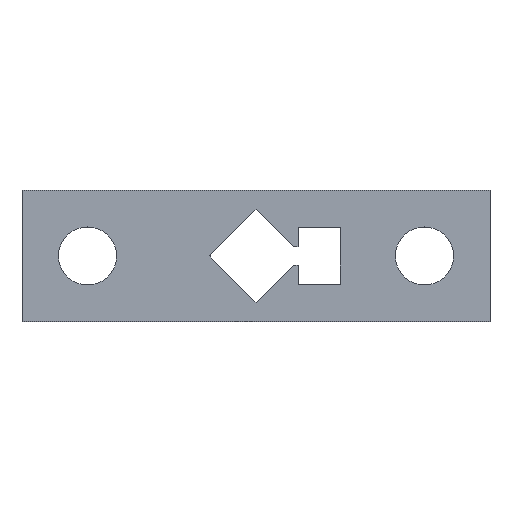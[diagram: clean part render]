
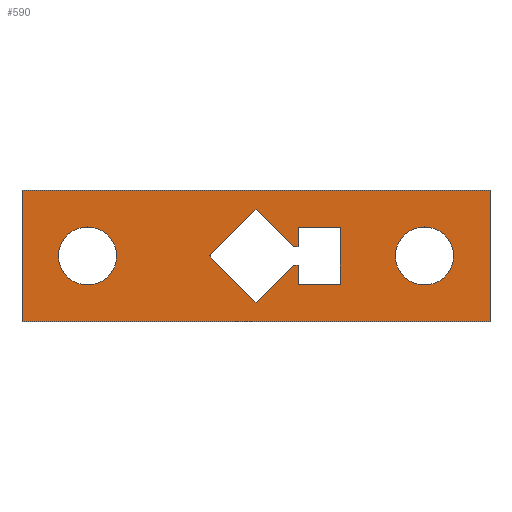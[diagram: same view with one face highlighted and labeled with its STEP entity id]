
A CAD part, top view. The second image highlights one B-rep face of the part: STEP entity #590.
In plain terms, the highlighted planar face has unit normal (0, 0, 1).
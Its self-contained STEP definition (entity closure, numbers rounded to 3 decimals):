
#33 = VERTEX_POINT('',#34);
#34 = CARTESIAN_POINT('',(12.5,11.5,0.));
#51 = VERTEX_POINT('',#52);
#52 = CARTESIAN_POINT('',(-12.5,11.5,0.));
#58 = EDGE_CURVE('',#33,#51,#59,.T.);
#59 = LINE('',#60,#61);
#60 = CARTESIAN_POINT('',(12.5,11.5,0.));
#61 = VECTOR('',#62,1.);
#62 = DIRECTION('',(-1.,0.,0.));
#82 = VERTEX_POINT('',#83);
#83 = CARTESIAN_POINT('',(-12.5,4.5,0.));
#89 = EDGE_CURVE('',#51,#82,#90,.T.);
#90 = LINE('',#91,#92);
#91 = CARTESIAN_POINT('',(-12.5,11.5,0.));
#92 = VECTOR('',#93,1.);
#93 = DIRECTION('',(0.,-1.,0.));
#113 = VERTEX_POINT('',#114);
#114 = CARTESIAN_POINT('',(12.5,4.5,0.));
#120 = EDGE_CURVE('',#82,#113,#121,.T.);
#121 = LINE('',#122,#123);
#122 = CARTESIAN_POINT('',(-12.5,4.5,0.));
#123 = VECTOR('',#124,1.);
#124 = DIRECTION('',(1.,0.,0.));
#142 = EDGE_CURVE('',#113,#33,#143,.T.);
#143 = LINE('',#144,#145);
#144 = CARTESIAN_POINT('',(12.5,4.5,0.));
#145 = VECTOR('',#146,1.);
#146 = DIRECTION('',(0.,1.,0.));
#157 = VERTEX_POINT('',#158);
#158 = CARTESIAN_POINT('',(10.55,8.,0.));
#174 = EDGE_CURVE('',#157,#157,#175,.T.);
#175 = CIRCLE('',#176,1.55);
#176 = AXIS2_PLACEMENT_3D('',#177,#178,#179);
#177 = CARTESIAN_POINT('',(9.,8.,0.));
#178 = DIRECTION('',(0.,0.,-1.));
#179 = DIRECTION('',(1.,0.,0.));
#190 = VERTEX_POINT('',#191);
#191 = CARTESIAN_POINT('',(-7.45,8.,0.));
#207 = EDGE_CURVE('',#190,#190,#208,.T.);
#208 = CIRCLE('',#209,1.55);
#209 = AXIS2_PLACEMENT_3D('',#210,#211,#212);
#210 = CARTESIAN_POINT('',(-9.,8.,0.));
#211 = DIRECTION('',(0.,0.,-1.));
#212 = DIRECTION('',(1.,0.,0.));
#223 = VERTEX_POINT('',#224);
#224 = CARTESIAN_POINT('',(2.25,9.5,0.));
#241 = VERTEX_POINT('',#242);
#242 = CARTESIAN_POINT('',(4.5,9.5,0.));
#248 = EDGE_CURVE('',#223,#241,#249,.T.);
#249 = LINE('',#250,#251);
#250 = CARTESIAN_POINT('',(2.25,9.5,0.));
#251 = VECTOR('',#252,1.);
#252 = DIRECTION('',(1.,0.,0.));
#272 = VERTEX_POINT('',#273);
#273 = CARTESIAN_POINT('',(4.5,6.5,0.));
#279 = EDGE_CURVE('',#241,#272,#280,.T.);
#280 = LINE('',#281,#282);
#281 = CARTESIAN_POINT('',(4.5,9.5,0.));
#282 = VECTOR('',#283,1.);
#283 = DIRECTION('',(0.,-1.,0.));
#303 = VERTEX_POINT('',#304);
#304 = CARTESIAN_POINT('',(2.25,6.5,0.));
#310 = EDGE_CURVE('',#272,#303,#311,.T.);
#311 = LINE('',#312,#313);
#312 = CARTESIAN_POINT('',(4.5,6.5,0.));
#313 = VECTOR('',#314,1.);
#314 = DIRECTION('',(-1.,0.,0.));
#334 = VERTEX_POINT('',#335);
#335 = CARTESIAN_POINT('',(2.25,7.497,0.));
#341 = EDGE_CURVE('',#303,#334,#342,.T.);
#342 = LINE('',#343,#344);
#343 = CARTESIAN_POINT('',(2.25,6.5,0.));
#344 = VECTOR('',#345,1.);
#345 = DIRECTION('',(0.,1.,0.));
#365 = VERTEX_POINT('',#366);
#366 = CARTESIAN_POINT('',(2.2,7.5,0.));
#372 = EDGE_CURVE('',#334,#365,#373,.T.);
#373 = LINE('',#374,#375);
#374 = CARTESIAN_POINT('',(2.25,7.497,0.));
#375 = VECTOR('',#376,1.);
#376 = DIRECTION('',(-0.998,0.062,0.));
#396 = VERTEX_POINT('',#397);
#397 = CARTESIAN_POINT('',(2.003,7.5,0.));
#403 = EDGE_CURVE('',#365,#396,#404,.T.);
#404 = LINE('',#405,#406);
#405 = CARTESIAN_POINT('',(2.2,7.5,0.));
#406 = VECTOR('',#407,1.);
#407 = DIRECTION('',(-1.,0.,0.));
#427 = VERTEX_POINT('',#428);
#428 = CARTESIAN_POINT('',(0.,5.5,0.));
#434 = EDGE_CURVE('',#396,#427,#435,.T.);
#435 = LINE('',#436,#437);
#436 = CARTESIAN_POINT('',(2.003,7.5,0.));
#437 = VECTOR('',#438,1.);
#438 = DIRECTION('',(-0.708,-0.707,0.));
#458 = VERTEX_POINT('',#459);
#459 = CARTESIAN_POINT('',(-2.5,8.,0.));
#465 = EDGE_CURVE('',#427,#458,#466,.T.);
#466 = LINE('',#467,#468);
#467 = CARTESIAN_POINT('',(0.,5.5,0.));
#468 = VECTOR('',#469,1.);
#469 = DIRECTION('',(-0.707,0.707,0.));
#489 = VERTEX_POINT('',#490);
#490 = CARTESIAN_POINT('',(0.,10.5,0.));
#496 = EDGE_CURVE('',#458,#489,#497,.T.);
#497 = LINE('',#498,#499);
#498 = CARTESIAN_POINT('',(-2.5,8.,0.));
#499 = VECTOR('',#500,1.);
#500 = DIRECTION('',(0.707,0.707,0.));
#520 = VERTEX_POINT('',#521);
#521 = CARTESIAN_POINT('',(2.,8.5,0.));
#527 = EDGE_CURVE('',#489,#520,#528,.T.);
#528 = LINE('',#529,#530);
#529 = CARTESIAN_POINT('',(0.,10.5,0.));
#530 = VECTOR('',#531,1.);
#531 = DIRECTION('',(0.707,-0.707,0.));
#551 = VERTEX_POINT('',#552);
#552 = CARTESIAN_POINT('',(2.247,8.5,0.));
#558 = EDGE_CURVE('',#520,#551,#559,.T.);
#559 = LINE('',#560,#561);
#560 = CARTESIAN_POINT('',(2.,8.5,0.));
#561 = VECTOR('',#562,1.);
#562 = DIRECTION('',(1.,-0.001,0.));
#580 = EDGE_CURVE('',#551,#223,#581,.T.);
#581 = LINE('',#582,#583);
#582 = CARTESIAN_POINT('',(2.247,8.5,0.));
#583 = VECTOR('',#584,1.);
#584 = DIRECTION('',(0.003,1.,0.));
#590 = ADVANCED_FACE('',(#591,#597,#600,#603),#617,.F.);
#591 = FACE_BOUND('',#592,.T.);
#592 = EDGE_LOOP('',(#593,#594,#595,#596));
#593 = ORIENTED_EDGE('',*,*,#58,.T.);
#594 = ORIENTED_EDGE('',*,*,#89,.T.);
#595 = ORIENTED_EDGE('',*,*,#120,.T.);
#596 = ORIENTED_EDGE('',*,*,#142,.T.);
#597 = FACE_BOUND('',#598,.T.);
#598 = EDGE_LOOP('',(#599));
#599 = ORIENTED_EDGE('',*,*,#174,.T.);
#600 = FACE_BOUND('',#601,.T.);
#601 = EDGE_LOOP('',(#602));
#602 = ORIENTED_EDGE('',*,*,#207,.T.);
#603 = FACE_BOUND('',#604,.T.);
#604 = EDGE_LOOP('',(#605,#606,#607,#608,#609,#610,#611,#612,#613,#614,
    #615,#616));
#605 = ORIENTED_EDGE('',*,*,#248,.T.);
#606 = ORIENTED_EDGE('',*,*,#279,.T.);
#607 = ORIENTED_EDGE('',*,*,#310,.T.);
#608 = ORIENTED_EDGE('',*,*,#341,.T.);
#609 = ORIENTED_EDGE('',*,*,#372,.T.);
#610 = ORIENTED_EDGE('',*,*,#403,.T.);
#611 = ORIENTED_EDGE('',*,*,#434,.T.);
#612 = ORIENTED_EDGE('',*,*,#465,.T.);
#613 = ORIENTED_EDGE('',*,*,#496,.T.);
#614 = ORIENTED_EDGE('',*,*,#527,.T.);
#615 = ORIENTED_EDGE('',*,*,#558,.T.);
#616 = ORIENTED_EDGE('',*,*,#580,.T.);
#617 = PLANE('',#618);
#618 = AXIS2_PLACEMENT_3D('',#619,#620,#621);
#619 = CARTESIAN_POINT('',(12.5,11.5,0.));
#620 = DIRECTION('',(0.,0.,-1.));
#621 = DIRECTION('',(-1.,0.,0.));
